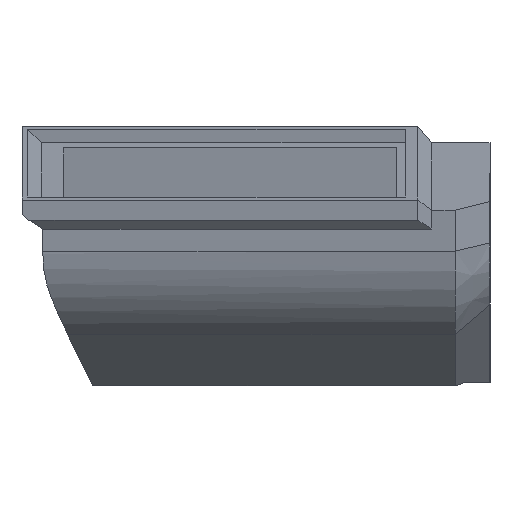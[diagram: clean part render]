
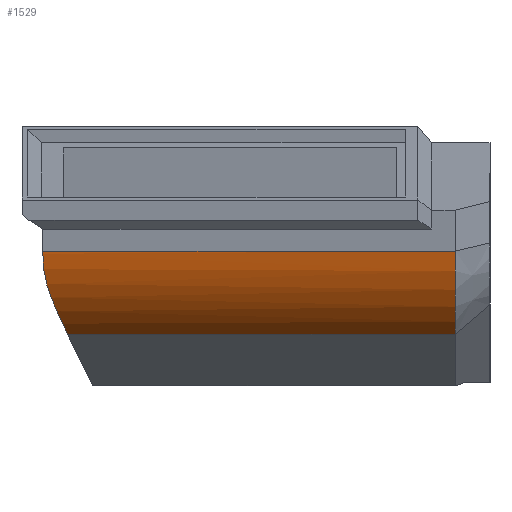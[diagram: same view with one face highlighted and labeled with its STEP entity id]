
A CAD part, left-side view. The second image highlights one B-rep face of the part: STEP entity #1529.
In plain terms, the highlighted cylindrical face has radius 10 mm (diameter 20 mm), a partial arc.
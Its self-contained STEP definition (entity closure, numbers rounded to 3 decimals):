
#15=ELLIPSE('',#1639,10.642,10.);
#21=B_SPLINE_CURVE_WITH_KNOTS('',3,(#2291,#2292,#2293,#2294,#2295,#2296,
#2297,#2298),.UNSPECIFIED.,.F.,.F.,(4,2,2,4),(1.995,2.065,
2.251,2.34),.UNSPECIFIED.);
#25=CYLINDRICAL_SURFACE('',#1637,10.);
#45=CIRCLE('',#1633,10.);
#46=CIRCLE('',#1638,10.);
#81=FACE_OUTER_BOUND('',#172,.T.);
#172=EDGE_LOOP('',(#1073,#1074,#1075,#1076,#1077,#1078));
#305=LINE('',#2283,#496);
#307=LINE('',#2287,#498);
#496=VECTOR('',#1827,10.);
#498=VECTOR('',#1831,10.);
#673=VERTEX_POINT('',#2249);
#674=VERTEX_POINT('',#2253);
#685=VERTEX_POINT('',#2282);
#686=VERTEX_POINT('',#2286);
#687=VERTEX_POINT('',#2288);
#688=VERTEX_POINT('',#2290);
#821=EDGE_CURVE('',#673,#674,#45,.T.);
#836=EDGE_CURVE('',#685,#674,#305,.T.);
#838=EDGE_CURVE('',#673,#686,#307,.T.);
#839=EDGE_CURVE('',#686,#687,#46,.T.);
#840=EDGE_CURVE('',#688,#687,#21,.T.);
#841=EDGE_CURVE('',#688,#685,#15,.T.);
#1073=ORIENTED_EDGE('',*,*,#821,.F.);
#1074=ORIENTED_EDGE('',*,*,#838,.T.);
#1075=ORIENTED_EDGE('',*,*,#839,.T.);
#1076=ORIENTED_EDGE('',*,*,#840,.F.);
#1077=ORIENTED_EDGE('',*,*,#841,.T.);
#1078=ORIENTED_EDGE('',*,*,#836,.T.);
#1529=ADVANCED_FACE('',(#81),#25,.T.);
#1633=AXIS2_PLACEMENT_3D('',#2254,#1805,#1806);
#1637=AXIS2_PLACEMENT_3D('',#2285,#1829,#1830);
#1638=AXIS2_PLACEMENT_3D('',#2289,#1832,#1833);
#1639=AXIS2_PLACEMENT_3D('',#2299,#1834,#1835);
#1805=DIRECTION('center_axis',(0.,-1.,0.));
#1806=DIRECTION('ref_axis',(-0.813,0.,-0.582));
#1827=DIRECTION('',(0.,-1.,0.));
#1829=DIRECTION('center_axis',(0.,1.,0.));
#1830=DIRECTION('ref_axis',(-0.813,0.,-0.582));
#1831=DIRECTION('',(0.,1.,0.));
#1832=DIRECTION('center_axis',(0.,-1.,0.));
#1833=DIRECTION('ref_axis',(-0.813,0.,-0.582));
#1834=DIRECTION('center_axis',(-0.083,-0.94,0.332));
#1835=DIRECTION('ref_axis',(0.227,-0.342,-0.912));
#2249=CARTESIAN_POINT('',(-33.543,7.,-25.802));
#2253=CARTESIAN_POINT('',(-29.267,7.,-31.782));
#2254=CARTESIAN_POINT('Origin',(-23.84,7.,-23.383));
#2282=CARTESIAN_POINT('',(-29.267,34.922,-31.782));
#2283=CARTESIAN_POINT('',(-29.267,4.5,-31.782));
#2285=CARTESIAN_POINT('Origin',(-23.84,4.5,-23.383));
#2286=CARTESIAN_POINT('',(-33.543,36.7,-25.802));
#2287=CARTESIAN_POINT('',(-33.543,4.5,-25.802));
#2288=CARTESIAN_POINT('',(-33.495,36.7,-25.985));
#2289=CARTESIAN_POINT('Origin',(-23.84,36.7,-23.383));
#2290=CARTESIAN_POINT('',(-32.016,36.097,-29.141));
#2291=CARTESIAN_POINT('Ctrl Pts',(-32.016,36.097,-29.141));
#2292=CARTESIAN_POINT('Ctrl Pts',(-32.15,36.176,-28.951));
#2293=CARTESIAN_POINT('Ctrl Pts',(-32.279,36.249,-28.753));
#2294=CARTESIAN_POINT('Ctrl Pts',(-32.723,36.484,-28.017));
#2295=CARTESIAN_POINT('Ctrl Pts',(-33.001,36.602,-27.443));
#2296=CARTESIAN_POINT('Ctrl Pts',(-33.325,36.686,-26.565));
#2297=CARTESIAN_POINT('Ctrl Pts',(-33.417,36.7,-26.276));
#2298=CARTESIAN_POINT('Ctrl Pts',(-33.495,36.7,-25.985));
#2299=CARTESIAN_POINT('Origin',(-23.84,37.411,-23.383));
